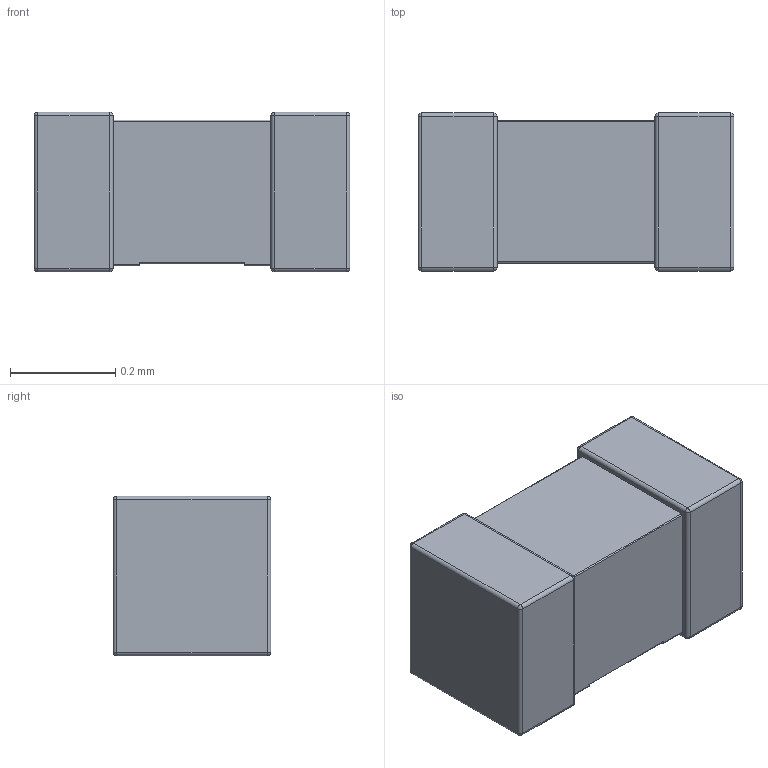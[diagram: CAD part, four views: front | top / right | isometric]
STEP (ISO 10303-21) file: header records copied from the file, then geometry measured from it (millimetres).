
FILE_DESCRIPTION(/* description */ (''),/* implementation_level */ '2;1');
FILE_NAME(/* name */ 'NTC 0201.step',/* time_stamp */ '2020-05-27T17:28:17+01:00',/* author */ (''),/* organization */ (''),/* preprocessor_version */ 'ST-DEVELOPER v18.1',/* originating_system */ 'Autodesk Translation Framework v9.2.0.1227',/* authorisation */ '');
FILE_SCHEMA (('AUTOMOTIVE_DESIGN { 1 0 10303 214 3 1 1 }'));
Length unit declared in the file: millimetre
Products named in the file (1): NTC 0201
Bounding box: 0.6 x 0.3 x 0.3 mm (x, y, z)
Volume: 0 mm3; surface area: 0.9 mm2
Topology: 1 solids, 1 shells, 68 faces, 144 edges, 80 vertices
Faces by surface type: cylinder 32, plane 20, sphere 16
Entity records: 1848 total; most frequent: DIRECTION 346, CARTESIAN_POINT 293, ORIENTED_EDGE 288, EDGE_CURVE 144, AXIS2_PLACEMENT_3D 133, LINE 80, VECTOR 80, VERTEX_POINT 80
